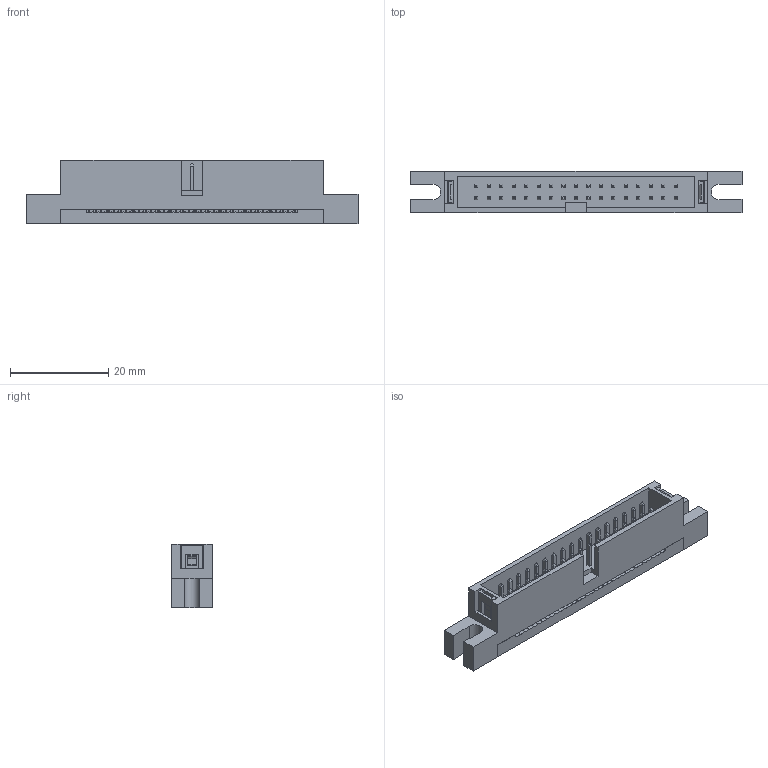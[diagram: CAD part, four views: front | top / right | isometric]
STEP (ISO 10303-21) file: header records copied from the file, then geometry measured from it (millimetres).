
FILE_DESCRIPTION( ( 'Unknown' ), '1' );
FILE_NAME( '61203425921.stp', 'Unknown', ( 'Unknown' ), ( 'Unknown' ), 'PSStep 14.0', 'Unknown', ' ' );
FILE_SCHEMA( ( 'AUTOMOTIVE_DESIGN { 1 0 10303 214 1 1 1 1 }' ) );
Length unit declared in the file: millimetre
Products named in the file (4): Assem1; 6120xx25921_PIN; 61203425921; 61203425921_PAD
Assembly tree (36 placements, depth 2):
  Assem1
    6120xx25921_PIN  x34
    61203425921
    61203425921_PAD
Bounding box: 67.68 x 8.4 x 13 mm (x, y, z)
Volume: 3978.3 mm3; surface area: 6952.9 mm2
Topology: 36 solids, 36 shells, 1462 faces, 3822 edges, 2432 vertices
Faces by surface type: plane 1290, cylinder 172
Entity records: 26455 total; most frequent: CARTESIAN_POINT 3793, ORIENTED_EDGE 3750, DIRECTION 3371, EDGE_CURVE 1875, LINE 1727, VECTOR 1727, VERTEX_POINT 1244, AXIS2_PLACEMENT_3D 822
